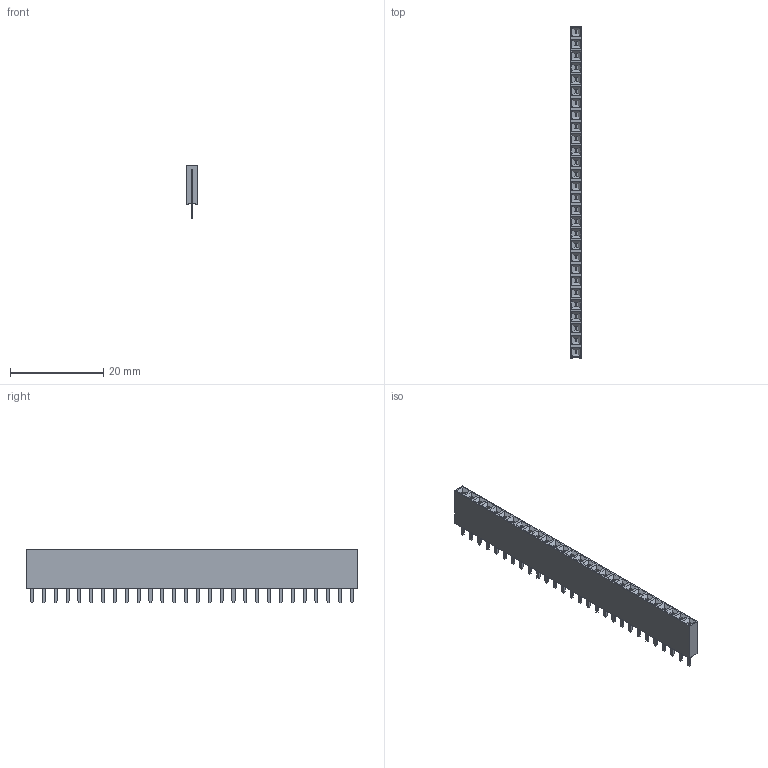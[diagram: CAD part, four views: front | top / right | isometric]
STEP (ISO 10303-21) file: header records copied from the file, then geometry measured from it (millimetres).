
FILE_DESCRIPTION(('FreeCAD Model'),'2;1');
FILE_NAME('Open CASCADE Shape Model','2023-05-12T03:18:51',( 'kicad StepUp'),('ksu MCAD'),'Open CASCADE STEP processor 7.6', 'FreeCAD','Unknown');
FILE_SCHEMA(('AUTOMOTIVE_DESIGN { 1 0 10303 214 1 1 1 1 }'));
Length unit declared in the file: millimetre
Products named in the file (30): Female_Header_1x28_P2.54_H8.5_straight; Pin_One027; Epoxy_Body027; Body418; Body419; Body420; Body421; Body422; Body423; Body424; Body425; Body426; Body415; Body427; Body428; Body429; Body430; Body431; Body432; Body433; Body434; Body435; Body436; Body437; Body438; Body439; Body440; Body441; Body442; Body443
Assembly tree (29 placements, depth 2):
  Female_Header_1x28_P2.54_H8.5_straight
    Pin_One027
    Epoxy_Body027
    Body418
    Body419
    Body420
    Body421
    Body422
    Body423
    Body424
    Body425
    Body426
    Body415
    Body427
    Body428
    Body429
    Body430
    Body431
    Body432
    Body433
    Body434
    Body435
    Body436
    Body437
    Body438
    Body439
    Body440
    Body441
    Body442
    Body443
Bounding box: 2.5 x 71.12 x 11.5 mm (x, y, z)
Volume: 1307.9 mm3; surface area: 3794 mm2
Topology: 29 solids, 29 shells, 1132 faces, 3166 edges, 2092 vertices
Faces by surface type: plane 822, cylinder 198, bspline 112
Entity records: 36743 total; most frequent: CARTESIAN_POINT 6868, ORIENTED_EDGE 6332, DIRECTION 5606, EDGE_CURVE 3166, LINE 2602, VECTOR 2602, VERTEX_POINT 2092, AXIS2_PLACEMENT_3D 1502
